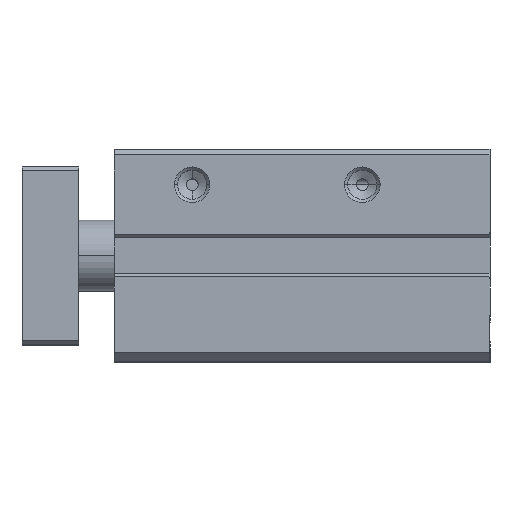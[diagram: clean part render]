
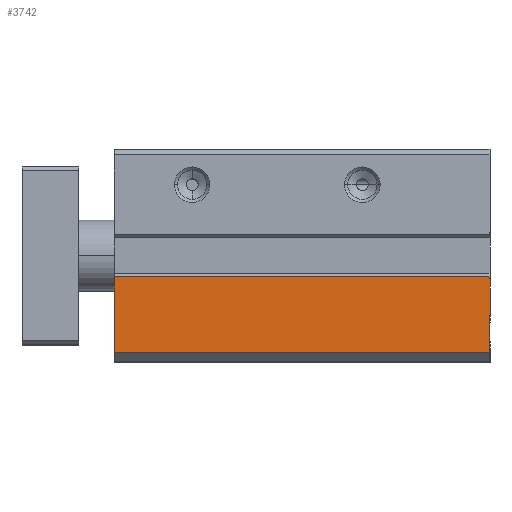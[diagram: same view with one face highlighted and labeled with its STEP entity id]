
A CAD part, top view. The second image highlights one B-rep face of the part: STEP entity #3742.
In plain terms, the highlighted planar face has unit normal (0, 0, 1).
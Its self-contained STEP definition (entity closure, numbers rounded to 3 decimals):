
#11 = ORIENTED_EDGE ( 'NONE', *, *, #6476, .T. ) ;
#140 = AXIS2_PLACEMENT_3D ( 'NONE', #408, #3420, #4310 ) ;
#408 = CARTESIAN_POINT ( 'NONE',  ( 0., -13.7, 32. ) ) ;
#754 = ORIENTED_EDGE ( 'NONE', *, *, #8226, .T. ) ;
#1007 = DIRECTION ( 'NONE',  ( -1., 0., 0. ) ) ;
#1025 = DIRECTION ( 'NONE',  ( 0., -1., 0. ) ) ;
#1222 = LINE ( 'NONE', #4098, #8680 ) ;
#1630 = VERTEX_POINT ( 'NONE', #8360 ) ;
#1984 = CARTESIAN_POINT ( 'NONE',  ( 0., -3., 32. ) ) ;
#3193 = CARTESIAN_POINT ( 'NONE',  ( 53., -13.7, 32. ) ) ;
#3420 = DIRECTION ( 'NONE',  ( 0., 0., 1. ) ) ;
#3742 = ADVANCED_FACE ( 'NONE', ( #5288 ), #9177, .T. ) ;
#4098 = CARTESIAN_POINT ( 'NONE',  ( 0., -13.7, 32. ) ) ;
#4310 = DIRECTION ( 'NONE',  ( 1., 0., 0. ) ) ;
#5288 = FACE_OUTER_BOUND ( 'NONE', #11941, .T. ) ;
#5641 = CARTESIAN_POINT ( 'NONE',  ( 53., 0., 32. ) ) ;
#5722 = VERTEX_POINT ( 'NONE', #3193 ) ;
#5828 = LINE ( 'NONE', #5641, #7860 ) ;
#5864 = CARTESIAN_POINT ( 'NONE',  ( 0., -13.7, 32. ) ) ;
#5893 = ORIENTED_EDGE ( 'NONE', *, *, #10316, .F. ) ;
#5934 = LINE ( 'NONE', #9776, #9544 ) ;
#6476 = EDGE_CURVE ( 'NONE', #9407, #5722, #7755, .T. ) ;
#6677 = DIRECTION ( 'NONE',  ( 1., 0., 0. ) ) ;
#6799 = CARTESIAN_POINT ( 'NONE',  ( 0., -13.7, 32. ) ) ;
#7755 = LINE ( 'NONE', #6799, #12098 ) ;
#7860 = VECTOR ( 'NONE', #9602, 1000. ) ;
#8226 = EDGE_CURVE ( 'NONE', #11501, #9407, #1222, .T. ) ;
#8360 = CARTESIAN_POINT ( 'NONE',  ( 53., -3., 32. ) ) ;
#8680 = VECTOR ( 'NONE', #1025, 1000. ) ;
#9177 = PLANE ( 'NONE',  #140 ) ;
#9407 = VERTEX_POINT ( 'NONE', #5864 ) ;
#9544 = VECTOR ( 'NONE', #1007, 1000. ) ;
#9602 = DIRECTION ( 'NONE',  ( 0., -1., 0. ) ) ;
#9776 = CARTESIAN_POINT ( 'NONE',  ( 0., -3., 32. ) ) ;
#10316 = EDGE_CURVE ( 'NONE', #1630, #5722, #5828, .T. ) ;
#10393 = ORIENTED_EDGE ( 'NONE', *, *, #12010, .T. ) ;
#11501 = VERTEX_POINT ( 'NONE', #1984 ) ;
#11941 = EDGE_LOOP ( 'NONE', ( #754, #11, #5893, #10393 ) ) ;
#12010 = EDGE_CURVE ( 'NONE', #1630, #11501, #5934, .T. ) ;
#12098 = VECTOR ( 'NONE', #6677, 1000. ) ;
